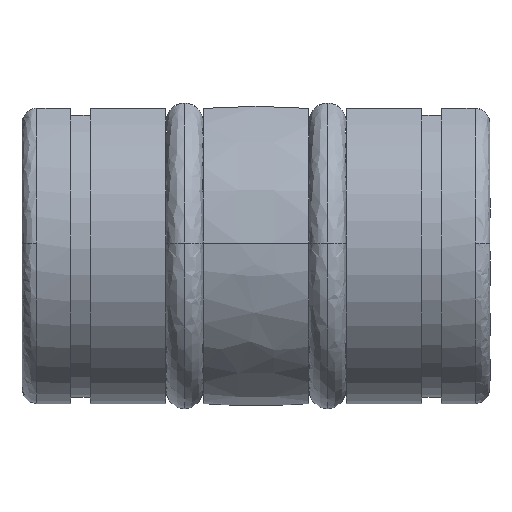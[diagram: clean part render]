
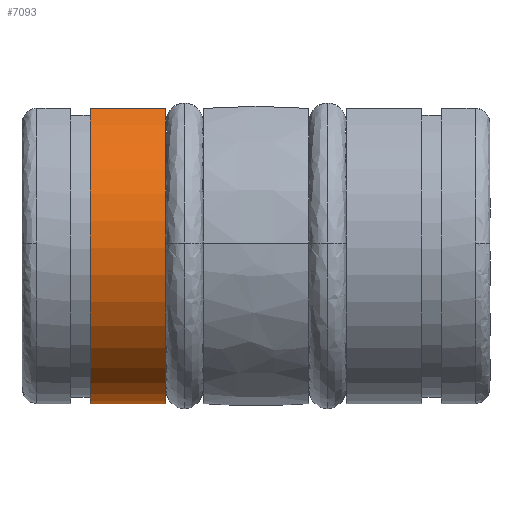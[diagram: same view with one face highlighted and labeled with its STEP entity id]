
A CAD part, left-side view. The second image highlights one B-rep face of the part: STEP entity #7093.
In plain terms, the highlighted cylindrical face has radius 10.866 mm (diameter 21.732 mm), a partial arc.
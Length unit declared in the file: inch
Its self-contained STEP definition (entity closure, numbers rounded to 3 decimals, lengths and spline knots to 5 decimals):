
#270 = EDGE_CURVE ( 'NONE', #2007, #4249, #3764, .T. ) ;
#388 = LINE ( 'NONE', #4044, #6015 ) ;
#448 = CARTESIAN_POINT ( 'NONE',  ( 0.23344, 0.23996, 0.35849 ) ) ;
#767 = AXIS2_PLACEMENT_3D ( 'NONE', #4849, #4879, #2158 ) ;
#865 = EDGE_CURVE ( 'NONE', #7047, #2007, #5047, .T. ) ;
#1549 = CARTESIAN_POINT ( 'NONE',  ( -0.23344, 0.23996, 0.35849 ) ) ;
#1987 = DIRECTION ( 'NONE',  ( 0., 0., 1. ) ) ;
#2007 = VERTEX_POINT ( 'NONE', #1549 ) ;
#2039 = EDGE_CURVE ( 'NONE', #4249, #2909, #4677, .T. ) ;
#2158 = DIRECTION ( 'NONE',  ( 0., 0., 1. ) ) ;
#2219 = EDGE_CURVE ( 'NONE', #2909, #7047, #388, .T. ) ;
#2643 = ORIENTED_EDGE ( 'NONE', *, *, #865, .T. ) ;
#2797 = AXIS2_PLACEMENT_3D ( 'NONE', #4127, #4183, #6332 ) ;
#2874 = DIRECTION ( 'NONE',  ( 0., -1., 0. ) ) ;
#2909 = VERTEX_POINT ( 'NONE', #6515 ) ;
#3220 = CARTESIAN_POINT ( 'NONE',  ( -0.23344, 0.44156, 0.35849 ) ) ;
#3595 = VECTOR ( 'NONE', #5678, 39.37008 ) ;
#3764 = LINE ( 'NONE', #5069, #3595 ) ;
#3854 = FACE_OUTER_BOUND ( 'NONE', #3999, .T. ) ;
#3876 = ORIENTED_EDGE ( 'NONE', *, *, #2219, .T. ) ;
#3999 = EDGE_LOOP ( 'NONE', ( #5518, #6058, #3876, #2643 ) ) ;
#4044 = CARTESIAN_POINT ( 'NONE',  ( 0.23344, -0.93458, 0.35849 ) ) ;
#4127 = CARTESIAN_POINT ( 'NONE',  ( 0., 0.23996, 0. ) ) ;
#4183 = DIRECTION ( 'NONE',  ( 0., 1., 0. ) ) ;
#4249 = VERTEX_POINT ( 'NONE', #3220 ) ;
#4677 = CIRCLE ( 'NONE', #767, 0.4278 ) ;
#4849 = CARTESIAN_POINT ( 'NONE',  ( 0., 0.44156, 0. ) ) ;
#4879 = DIRECTION ( 'NONE',  ( 0., -1., 0. ) ) ;
#5047 = CIRCLE ( 'NONE', #2797, 0.4278 ) ;
#5056 = AXIS2_PLACEMENT_3D ( 'NONE', #6450, #6369, #1987 ) ;
#5069 = CARTESIAN_POINT ( 'NONE',  ( -0.23344, -0.93458, 0.35849 ) ) ;
#5518 = ORIENTED_EDGE ( 'NONE', *, *, #270, .T. ) ;
#5663 = CYLINDRICAL_SURFACE ( 'NONE', #5056, 0.4278 ) ;
#5678 = DIRECTION ( 'NONE',  ( 0., 1., 0. ) ) ;
#6015 = VECTOR ( 'NONE', #2874, 39.37008 ) ;
#6058 = ORIENTED_EDGE ( 'NONE', *, *, #2039, .T. ) ;
#6332 = DIRECTION ( 'NONE',  ( 0., 0., 1. ) ) ;
#6369 = DIRECTION ( 'NONE',  ( 0., 1., 0. ) ) ;
#6450 = CARTESIAN_POINT ( 'NONE',  ( 0., 0., 0. ) ) ;
#6515 = CARTESIAN_POINT ( 'NONE',  ( 0.23344, 0.44156, 0.35849 ) ) ;
#7047 = VERTEX_POINT ( 'NONE', #448 ) ;
#7093 = ADVANCED_FACE ( 'NONE', ( #3854 ), #5663, .T. ) ;
